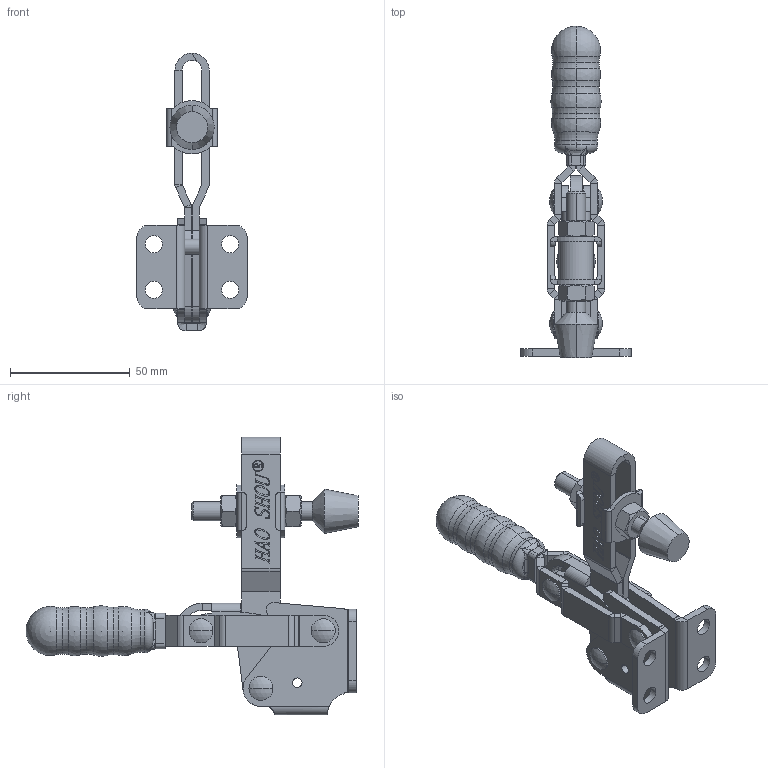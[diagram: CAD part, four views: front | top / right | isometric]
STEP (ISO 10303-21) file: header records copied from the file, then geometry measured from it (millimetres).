
FILE_DESCRIPTION (( 'STEP AP203' ), '1' );
FILE_NAME ('HS-12130.STEP', '2019-07-30T10:40:00', ( '微软用户' ), ( '微软中国' ), 'SwSTEP 2.0', 'SolidWorks 2012', '' );
FILE_SCHEMA (( 'CONFIG_CONTROL_DESIGN' ));
Length unit declared in the file: millimetre
Products named in the file (14): HS-12130; 2#忒參杶; 傻种; 酗种; 眻忒梟蚾饜极; 忒梟; 蟀裝; U倰揤參蚾饜极; hex nuts, style 1-grades ab gb_GB_FASTENER_NUT_SNAB1 M8-S; FW-516; hex bolts with slot on head grade ab gb_GB_FASTENER_BOLT_HBSH M8X55-Cosmetic; 揤輸; U倰揤參; 楊擘菁釱
Assembly tree (17 placements, depth 3):
  HS-12130
    楊擘菁釱
    U倰揤參蚾饜极
      U倰揤參
      揤輸
      hex bolts with slot on head grade ab gb_GB_FASTENER_BOLT_HBSH M8X55-Cosmetic
      FW-516  x2
      hex nuts, style 1-grades ab gb_GB_FASTENER_NUT_SNAB1 M8-S  x2
    蟀裝
    眻忒梟蚾饜极
      忒梟  x2
    酗种  x2
    傻种
    2#忒參杶
Bounding box: 46 x 138.5 x 115.9 mm (x, y, z)
Volume: 56538.5 mm3; surface area: 42597.2 mm2
Topology: 15 solids, 15 shells, 961 faces, 2383 edges, 1472 vertices
Faces by surface type: plane 458, cylinder 217, bspline 153, cone 95, sphere 20, torus 18
Entity records: 33376 total; most frequent: CARTESIAN_POINT 13253, ORIENTED_EDGE 4046, DIRECTION 3470, EDGE_CURVE 2023, VERTEX_POINT 1270, LINE 1228, VECTOR 1228, AXIS2_PLACEMENT_3D 1121
